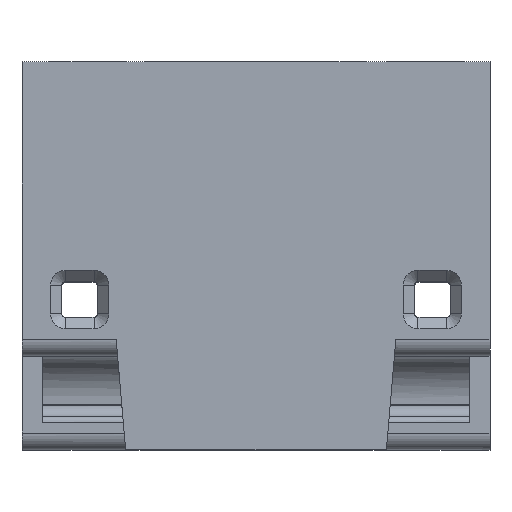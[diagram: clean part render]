
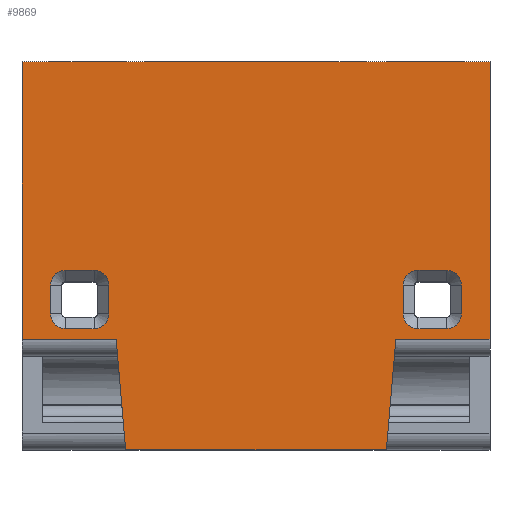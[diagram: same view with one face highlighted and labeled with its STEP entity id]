
A CAD part, top view. The second image highlights one B-rep face of the part: STEP entity #9869.
In plain terms, the highlighted planar face has unit normal (0, 0, 1).
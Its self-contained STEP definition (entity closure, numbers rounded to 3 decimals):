
#310=CIRCLE('',#10575,0.44);
#311=CIRCLE('',#10576,0.44);
#312=CIRCLE('',#10577,0.44);
#313=CIRCLE('',#10578,0.44);
#314=CIRCLE('',#10579,0.44);
#315=CIRCLE('',#10580,0.44);
#316=CIRCLE('',#10581,0.44);
#317=CIRCLE('',#10582,0.44);
#1298=ORIENTED_EDGE('',*,*,#3919,.T.);
#1299=ORIENTED_EDGE('',*,*,#3920,.T.);
#1300=ORIENTED_EDGE('',*,*,#3921,.T.);
#1301=ORIENTED_EDGE('',*,*,#3922,.T.);
#1302=ORIENTED_EDGE('',*,*,#3923,.T.);
#1303=ORIENTED_EDGE('',*,*,#3924,.T.);
#1304=ORIENTED_EDGE('',*,*,#3925,.T.);
#1305=ORIENTED_EDGE('',*,*,#3926,.T.);
#1306=ORIENTED_EDGE('',*,*,#3927,.T.);
#1307=ORIENTED_EDGE('',*,*,#3928,.T.);
#1308=ORIENTED_EDGE('',*,*,#3929,.T.);
#1309=ORIENTED_EDGE('',*,*,#3930,.T.);
#1310=ORIENTED_EDGE('',*,*,#3931,.T.);
#1311=ORIENTED_EDGE('',*,*,#3932,.T.);
#1312=ORIENTED_EDGE('',*,*,#3933,.T.);
#1313=ORIENTED_EDGE('',*,*,#3934,.T.);
#1314=ORIENTED_EDGE('',*,*,#3935,.T.);
#1315=ORIENTED_EDGE('',*,*,#3936,.T.);
#1316=ORIENTED_EDGE('',*,*,#3937,.T.);
#1317=ORIENTED_EDGE('',*,*,#3938,.T.);
#1318=ORIENTED_EDGE('',*,*,#3939,.T.);
#1319=ORIENTED_EDGE('',*,*,#3940,.T.);
#1320=ORIENTED_EDGE('',*,*,#3941,.T.);
#1321=ORIENTED_EDGE('',*,*,#3942,.F.);
#3919=EDGE_CURVE('',#5215,#5216,#310,.T.);
#3920=EDGE_CURVE('',#5216,#5217,#6189,.T.);
#3921=EDGE_CURVE('',#5217,#5218,#311,.T.);
#3922=EDGE_CURVE('',#5218,#5219,#6190,.T.);
#3923=EDGE_CURVE('',#5219,#5220,#312,.T.);
#3924=EDGE_CURVE('',#5220,#5221,#6191,.T.);
#3925=EDGE_CURVE('',#5221,#5222,#313,.T.);
#3926=EDGE_CURVE('',#5222,#5215,#6192,.T.);
#3927=EDGE_CURVE('',#5223,#5224,#314,.T.);
#3928=EDGE_CURVE('',#5224,#5225,#6193,.T.);
#3929=EDGE_CURVE('',#5225,#5226,#315,.T.);
#3930=EDGE_CURVE('',#5226,#5227,#6194,.T.);
#3931=EDGE_CURVE('',#5227,#5228,#316,.T.);
#3932=EDGE_CURVE('',#5228,#5229,#6195,.T.);
#3933=EDGE_CURVE('',#5229,#5230,#317,.T.);
#3934=EDGE_CURVE('',#5230,#5223,#6196,.T.);
#3935=EDGE_CURVE('',#5231,#5232,#6197,.T.);
#3936=EDGE_CURVE('',#5232,#5233,#6198,.T.);
#3937=EDGE_CURVE('',#5233,#5234,#6199,.T.);
#3938=EDGE_CURVE('',#5234,#5235,#6200,.T.);
#3939=EDGE_CURVE('',#5235,#5236,#6201,.T.);
#3940=EDGE_CURVE('',#5236,#5237,#6202,.T.);
#3941=EDGE_CURVE('',#5237,#5238,#6203,.T.);
#3942=EDGE_CURVE('',#5231,#5238,#6204,.T.);
#5215=VERTEX_POINT('',#15039);
#5216=VERTEX_POINT('',#15040);
#5217=VERTEX_POINT('',#15042);
#5218=VERTEX_POINT('',#15044);
#5219=VERTEX_POINT('',#15046);
#5220=VERTEX_POINT('',#15048);
#5221=VERTEX_POINT('',#15050);
#5222=VERTEX_POINT('',#15052);
#5223=VERTEX_POINT('',#15055);
#5224=VERTEX_POINT('',#15056);
#5225=VERTEX_POINT('',#15058);
#5226=VERTEX_POINT('',#15060);
#5227=VERTEX_POINT('',#15062);
#5228=VERTEX_POINT('',#15064);
#5229=VERTEX_POINT('',#15066);
#5230=VERTEX_POINT('',#15068);
#5231=VERTEX_POINT('',#15071);
#5232=VERTEX_POINT('',#15072);
#5233=VERTEX_POINT('',#15074);
#5234=VERTEX_POINT('',#15076);
#5235=VERTEX_POINT('',#15078);
#5236=VERTEX_POINT('',#15080);
#5237=VERTEX_POINT('',#15082);
#5238=VERTEX_POINT('',#15084);
#6189=LINE('',#15041,#7355);
#6190=LINE('',#15045,#7356);
#6191=LINE('',#15049,#7357);
#6192=LINE('',#15053,#7358);
#6193=LINE('',#15057,#7359);
#6194=LINE('',#15061,#7360);
#6195=LINE('',#15065,#7361);
#6196=LINE('',#15069,#7362);
#6197=LINE('',#15070,#7363);
#6198=LINE('',#15073,#7364);
#6199=LINE('',#15075,#7365);
#6200=LINE('',#15077,#7366);
#6201=LINE('',#15079,#7367);
#6202=LINE('',#15081,#7368);
#6203=LINE('',#15083,#7369);
#6204=LINE('',#15085,#7370);
#7355=VECTOR('',#12085,1000.);
#7356=VECTOR('',#12088,1000.);
#7357=VECTOR('',#12091,1000.);
#7358=VECTOR('',#12094,1000.);
#7359=VECTOR('',#12097,1000.);
#7360=VECTOR('',#12100,1000.);
#7361=VECTOR('',#12103,1000.);
#7362=VECTOR('',#12106,1000.);
#7363=VECTOR('',#12107,1000.);
#7364=VECTOR('',#12108,1000.);
#7365=VECTOR('',#12109,1000.);
#7366=VECTOR('',#12110,1000.);
#7367=VECTOR('',#12111,1000.);
#7368=VECTOR('',#12112,1000.);
#7369=VECTOR('',#12113,1000.);
#7370=VECTOR('',#12114,1000.);
#8283=EDGE_LOOP('',(#1298,#1299,#1300,#1301,#1302,#1303,#1304,#1305));
#8284=EDGE_LOOP('',(#1306,#1307,#1308,#1309,#1310,#1311,#1312,#1313));
#8285=EDGE_LOOP('',(#1314,#1315,#1316,#1317,#1318,#1319,#1320,#1321));
#8880=FACE_BOUND('',#8283,.T.);
#8881=FACE_BOUND('',#8284,.T.);
#8882=FACE_BOUND('',#8285,.T.);
#9405=PLANE('',#10574);
#9869=ADVANCED_FACE('',(#8880,#8881,#8882),#9405,.F.);
#10574=AXIS2_PLACEMENT_3D('',#15037,#12081,#12082);
#10575=AXIS2_PLACEMENT_3D('',#15038,#12083,#12084);
#10576=AXIS2_PLACEMENT_3D('',#15043,#12086,#12087);
#10577=AXIS2_PLACEMENT_3D('',#15047,#12089,#12090);
#10578=AXIS2_PLACEMENT_3D('',#15051,#12092,#12093);
#10579=AXIS2_PLACEMENT_3D('',#15054,#12095,#12096);
#10580=AXIS2_PLACEMENT_3D('',#15059,#12098,#12099);
#10581=AXIS2_PLACEMENT_3D('',#15063,#12101,#12102);
#10582=AXIS2_PLACEMENT_3D('',#15067,#12104,#12105);
#12081=DIRECTION('',(0.,0.,-1.));
#12082=DIRECTION('',(-1.,0.,0.));
#12083=DIRECTION('',(0.,0.,-1.));
#12084=DIRECTION('',(-1.,0.,0.));
#12085=DIRECTION('',(1.,0.,0.));
#12086=DIRECTION('',(0.,0.,-1.));
#12087=DIRECTION('',(-1.,0.,0.));
#12088=DIRECTION('',(0.,-1.,0.));
#12089=DIRECTION('',(0.,0.,-1.));
#12090=DIRECTION('',(-1.,0.,0.));
#12091=DIRECTION('',(-1.,0.,0.));
#12092=DIRECTION('',(0.,0.,-1.));
#12093=DIRECTION('',(-1.,0.,0.));
#12094=DIRECTION('',(0.,1.,0.));
#12095=DIRECTION('',(0.,0.,-1.));
#12096=DIRECTION('',(-1.,0.,0.));
#12097=DIRECTION('',(0.,-1.,0.));
#12098=DIRECTION('',(0.,0.,-1.));
#12099=DIRECTION('',(-1.,0.,0.));
#12100=DIRECTION('',(-1.,0.,0.));
#12101=DIRECTION('',(0.,0.,-1.));
#12102=DIRECTION('',(-1.,0.,0.));
#12103=DIRECTION('',(0.,1.,0.));
#12104=DIRECTION('',(0.,0.,-1.));
#12105=DIRECTION('',(-1.,0.,0.));
#12106=DIRECTION('',(1.,0.,0.));
#12107=DIRECTION('',(0.085,0.996,0.));
#12108=DIRECTION('',(1.,0.,0.));
#12109=DIRECTION('',(0.,1.,0.));
#12110=DIRECTION('',(-1.,0.,0.));
#12111=DIRECTION('',(0.,-1.,0.));
#12112=DIRECTION('',(1.,0.,0.));
#12113=DIRECTION('',(0.085,-0.996,0.));
#12114=DIRECTION('',(-1.,0.,0.));
#15037=CARTESIAN_POINT('',(3.9,11.6,10.8));
#15038=CARTESIAN_POINT('',(4.845,4.92,10.8));
#15039=CARTESIAN_POINT('',(4.405,4.92,10.8));
#15040=CARTESIAN_POINT('',(4.845,5.36,10.8));
#15041=CARTESIAN_POINT('',(3.9,5.36,10.8));
#15042=CARTESIAN_POINT('',(5.705,5.36,10.8));
#15043=CARTESIAN_POINT('',(5.705,4.92,10.8));
#15044=CARTESIAN_POINT('',(6.145,4.92,10.8));
#15045=CARTESIAN_POINT('',(6.145,11.6,10.8));
#15046=CARTESIAN_POINT('',(6.145,4.06,10.8));
#15047=CARTESIAN_POINT('',(5.705,4.06,10.8));
#15048=CARTESIAN_POINT('',(5.705,3.62,10.8));
#15049=CARTESIAN_POINT('',(3.9,3.62,10.8));
#15050=CARTESIAN_POINT('',(4.845,3.62,10.8));
#15051=CARTESIAN_POINT('',(4.845,4.06,10.8));
#15052=CARTESIAN_POINT('',(4.405,4.06,10.8));
#15053=CARTESIAN_POINT('',(4.405,11.6,10.8));
#15054=CARTESIAN_POINT('',(-4.845,4.92,10.8));
#15055=CARTESIAN_POINT('',(-4.845,5.36,10.8));
#15056=CARTESIAN_POINT('',(-4.405,4.92,10.8));
#15057=CARTESIAN_POINT('',(-4.405,11.6,10.8));
#15058=CARTESIAN_POINT('',(-4.405,4.06,10.8));
#15059=CARTESIAN_POINT('',(-4.845,4.06,10.8));
#15060=CARTESIAN_POINT('',(-4.845,3.62,10.8));
#15061=CARTESIAN_POINT('',(3.9,3.62,10.8));
#15062=CARTESIAN_POINT('',(-5.705,3.62,10.8));
#15063=CARTESIAN_POINT('',(-5.705,4.06,10.8));
#15064=CARTESIAN_POINT('',(-6.145,4.06,10.8));
#15065=CARTESIAN_POINT('',(-6.145,11.6,10.8));
#15066=CARTESIAN_POINT('',(-6.145,4.92,10.8));
#15067=CARTESIAN_POINT('',(-5.705,4.92,10.8));
#15068=CARTESIAN_POINT('',(-5.705,5.36,10.8));
#15069=CARTESIAN_POINT('',(3.9,5.36,10.8));
#15070=CARTESIAN_POINT('',(3.9,0.,10.8));
#15071=CARTESIAN_POINT('',(3.9,0.,10.8));
#15072=CARTESIAN_POINT('',(4.183,3.3,10.8));
#15073=CARTESIAN_POINT('',(7.,3.3,10.8));
#15074=CARTESIAN_POINT('',(7.,3.3,10.8));
#15075=CARTESIAN_POINT('',(7.,0.,10.8));
#15076=CARTESIAN_POINT('',(7.,11.6,10.8));
#15077=CARTESIAN_POINT('',(3.9,11.6,10.8));
#15078=CARTESIAN_POINT('',(-7.,11.6,10.8));
#15079=CARTESIAN_POINT('',(-7.,11.6,10.8));
#15080=CARTESIAN_POINT('',(-7.,3.3,10.8));
#15081=CARTESIAN_POINT('',(-4.14,3.3,10.8));
#15082=CARTESIAN_POINT('',(-4.183,3.3,10.8));
#15083=CARTESIAN_POINT('',(-4.14,2.8,10.8));
#15084=CARTESIAN_POINT('',(-3.9,0.,10.8));
#15085=CARTESIAN_POINT('',(3.9,0.,10.8));
